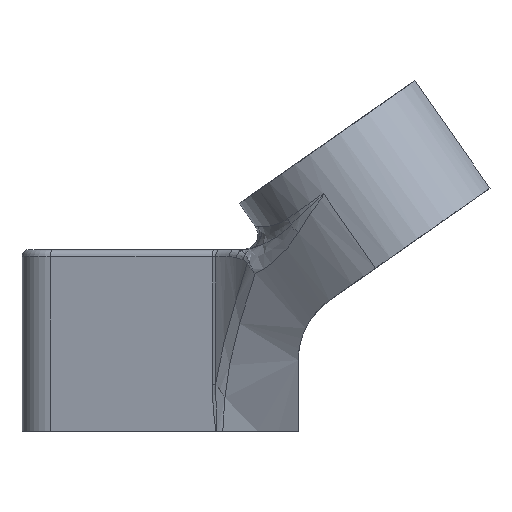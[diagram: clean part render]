
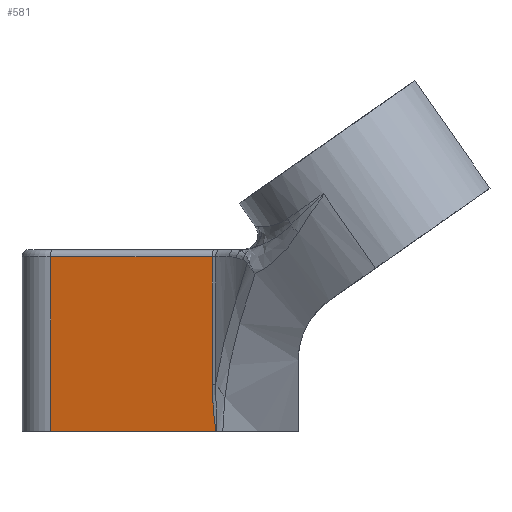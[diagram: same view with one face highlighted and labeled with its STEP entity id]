
A CAD part, left-side view. The second image highlights one B-rep face of the part: STEP entity #581.
In plain terms, the highlighted planar face has unit normal (-0.977, 0.213, 0).
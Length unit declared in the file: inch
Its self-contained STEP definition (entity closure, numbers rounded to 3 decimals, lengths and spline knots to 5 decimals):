
#36 = EDGE_CURVE ( 'NONE', #3356, #5378, #5011, .T. ) ;
#199 = VERTEX_POINT ( 'NONE', #5197 ) ;
#581 = ADVANCED_FACE ( 'NONE', ( #3192 ), #2650, .T. ) ;
#894 = CARTESIAN_POINT ( 'NONE',  ( -0.74543, 1.81625, 0.03058 ) ) ;
#998 = VERTEX_POINT ( 'NONE', #3979 ) ;
#1063 = ORIENTED_EDGE ( 'NONE', *, *, #5474, .T. ) ;
#1258 = CARTESIAN_POINT ( 'NONE',  ( -0.74596, 1.81379, 0.25999 ) ) ;
#1367 = VECTOR ( 'NONE', #2371, 39.37008 ) ;
#1635 = DIRECTION ( 'NONE',  ( 0.213, 0.977, 0. ) ) ;
#1664 = CARTESIAN_POINT ( 'NONE',  ( -0.74596, 1.81379, 0.53492 ) ) ;
#1767 = DIRECTION ( 'NONE',  ( 0., 0., 1. ) ) ;
#2102 = VERTEX_POINT ( 'NONE', #2304 ) ;
#2262 = LINE ( 'NONE', #5266, #3159 ) ;
#2304 = CARTESIAN_POINT ( 'NONE',  ( -0.69618, 2.04188, 0.25999 ) ) ;
#2371 = DIRECTION ( 'NONE',  ( 0., 0., -1. ) ) ;
#2444 = VECTOR ( 'NONE', #1635, 39.37008 ) ;
#2480 = CARTESIAN_POINT ( 'NONE',  ( -0.74596, 1.81379, 0.01999 ) ) ;
#2650 = PLANE ( 'NONE',  #2683 ) ;
#2683 = AXIS2_PLACEMENT_3D ( 'NONE', #1664, #3699, #4923 ) ;
#2901 = CARTESIAN_POINT ( 'NONE',  ( -0.69618, 2.04188, 0.53492 ) ) ;
#2939 = CARTESIAN_POINT ( 'NONE',  ( -0.74507, 1.81791, 0.04661 ) ) ;
#2990 = LINE ( 'NONE', #2480, #2444 ) ;
#3081 = ORIENTED_EDGE ( 'NONE', *, *, #3518, .T. ) ;
#3159 = VECTOR ( 'NONE', #1767, 39.37008 ) ;
#3192 = FACE_OUTER_BOUND ( 'NONE', #3959, .T. ) ;
#3301 = DIRECTION ( 'NONE',  ( 0.213, 0.977, 0. ) ) ;
#3356 = VERTEX_POINT ( 'NONE', #4703 ) ;
#3518 = EDGE_CURVE ( 'NONE', #2102, #199, #5537, .T. ) ;
#3699 = DIRECTION ( 'NONE',  ( -0.977, 0.213, 0. ) ) ;
#3893 = CARTESIAN_POINT ( 'NONE',  ( -0.74581, 1.81451, 0.01999 ) ) ;
#3959 = EDGE_LOOP ( 'NONE', ( #5082, #6478, #6410, #1063, #3081 ) ) ;
#3979 = CARTESIAN_POINT ( 'NONE',  ( -0.74475, 1.81937, 0.25999 ) ) ;
#4007 = VECTOR ( 'NONE', #3301, 39.37008 ) ;
#4703 = CARTESIAN_POINT ( 'NONE',  ( -0.74581, 1.81451, 0.01999 ) ) ;
#4740 = CARTESIAN_POINT ( 'NONE',  ( -0.74475, 1.81937, 0.08414 ) ) ;
#4923 = DIRECTION ( 'NONE',  ( 0., 0., 1. ) ) ;
#4974 = CARTESIAN_POINT ( 'NONE',  ( -0.74482, 1.81901, 0.06267 ) ) ;
#5011 = B_SPLINE_CURVE_WITH_KNOTS ( 'NONE', 3,
 ( #3893, #5479, #894, #6012, #2939, #4974, #6509, #5012 ),
 .UNSPECIFIED., .F., .F.,
 ( 4, 2, 2, 4 ),
 ( 0., 0.00041, 0.00082, 0.00164 ),
 .UNSPECIFIED. ) ;
#5012 = CARTESIAN_POINT ( 'NONE',  ( -0.74475, 1.81937, 0.08414 ) ) ;
#5082 = ORIENTED_EDGE ( 'NONE', *, *, #6293, .F. ) ;
#5197 = CARTESIAN_POINT ( 'NONE',  ( -0.69618, 2.04188, 0.01999 ) ) ;
#5266 = CARTESIAN_POINT ( 'NONE',  ( -0.74475, 1.81937, 0.53492 ) ) ;
#5378 = VERTEX_POINT ( 'NONE', #4740 ) ;
#5464 = EDGE_CURVE ( 'NONE', #5378, #998, #2262, .T. ) ;
#5474 = EDGE_CURVE ( 'NONE', #998, #2102, #5795, .T. ) ;
#5479 = CARTESIAN_POINT ( 'NONE',  ( -0.74558, 1.81555, 0.02526 ) ) ;
#5537 = LINE ( 'NONE', #2901, #1367 ) ;
#5795 = LINE ( 'NONE', #1258, #4007 ) ;
#6012 = CARTESIAN_POINT ( 'NONE',  ( -0.74517, 1.81744, 0.04126 ) ) ;
#6293 = EDGE_CURVE ( 'NONE', #3356, #199, #2990, .T. ) ;
#6410 = ORIENTED_EDGE ( 'NONE', *, *, #5464, .T. ) ;
#6478 = ORIENTED_EDGE ( 'NONE', *, *, #36, .T. ) ;
#6509 = CARTESIAN_POINT ( 'NONE',  ( -0.74475, 1.81937, 0.0734 ) ) ;
